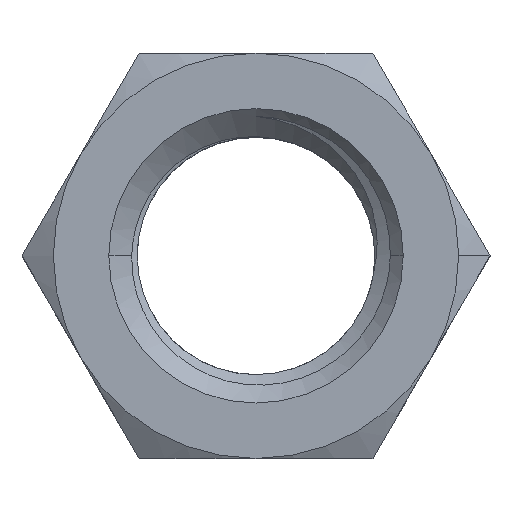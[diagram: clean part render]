
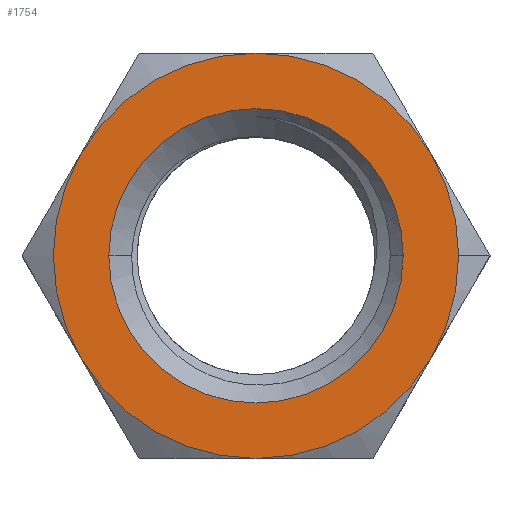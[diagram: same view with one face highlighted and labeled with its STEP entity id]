
A CAD part, top view. The second image highlights one B-rep face of the part: STEP entity #1754.
In plain terms, the highlighted planar face has unit normal (0, 0, 1).
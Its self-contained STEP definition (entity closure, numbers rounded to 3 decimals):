
#19 = PLANE ( 'NONE',  #1687 ) ;
#61 = VERTEX_POINT ( 'NONE', #2341 ) ;
#77 = CIRCLE ( 'NONE', #2422, 16. ) ;
#88 = EDGE_LOOP ( 'NONE', ( #1290, #1294 ) ) ;
#111 = VERTEX_POINT ( 'NONE', #417 ) ;
#174 = ORIENTED_EDGE ( 'NONE', *, *, #523, .T. ) ;
#233 = CIRCLE ( 'NONE', #1756, 16. ) ;
#260 = AXIS2_PLACEMENT_3D ( 'NONE', #2337, #2523, #944 ) ;
#265 = EDGE_CURVE ( 'NONE', #61, #1405, #1493, .T. ) ;
#279 = CARTESIAN_POINT ( 'NONE',  ( -11.625, 0., 18. ) ) ;
#366 = AXIS2_PLACEMENT_3D ( 'NONE', #1844, #1223, #1430 ) ;
#372 = EDGE_CURVE ( 'NONE', #2320, #743, #1469, .T. ) ;
#383 = CARTESIAN_POINT ( 'NONE',  ( -13.856, 8., 18. ) ) ;
#388 = VERTEX_POINT ( 'NONE', #769 ) ;
#417 = CARTESIAN_POINT ( 'NONE',  ( 16., 0., 18. ) ) ;
#467 = DIRECTION ( 'NONE',  ( 0., 0., 1. ) ) ;
#495 = AXIS2_PLACEMENT_3D ( 'NONE', #1940, #740, #1360 ) ;
#498 = ORIENTED_EDGE ( 'NONE', *, *, #265, .T. ) ;
#523 = EDGE_CURVE ( 'NONE', #388, #61, #77, .T. ) ;
#596 = DIRECTION ( 'NONE',  ( 1., 0., 0. ) ) ;
#616 = DIRECTION ( 'NONE',  ( 0., 0., 1. ) ) ;
#706 = CARTESIAN_POINT ( 'NONE',  ( 0., 0., 18. ) ) ;
#717 = VERTEX_POINT ( 'NONE', #279 ) ;
#731 = EDGE_CURVE ( 'NONE', #717, #2254, #1210, .T. ) ;
#733 = ORIENTED_EDGE ( 'NONE', *, *, #1554, .T. ) ;
#736 = ORIENTED_EDGE ( 'NONE', *, *, #372, .T. ) ;
#740 = DIRECTION ( 'NONE',  ( 0., 0., 1. ) ) ;
#743 = VERTEX_POINT ( 'NONE', #1719 ) ;
#768 = EDGE_LOOP ( 'NONE', ( #2570, #733, #174, #498, #1094, #736, #1332 ) ) ;
#769 = CARTESIAN_POINT ( 'NONE',  ( 13.856, 8., 18. ) ) ;
#871 = FACE_BOUND ( 'NONE', #88, .T. ) ;
#899 = CIRCLE ( 'NONE', #2507, 11.625 ) ;
#944 = DIRECTION ( 'NONE',  ( 1., 0., 0. ) ) ;
#957 = DIRECTION ( 'NONE',  ( 0., 0., 1. ) ) ;
#994 = CARTESIAN_POINT ( 'NONE',  ( 0., 0., 18. ) ) ;
#1004 = EDGE_CURVE ( 'NONE', #1405, #2320, #2594, .T. ) ;
#1009 = DIRECTION ( 'NONE',  ( 0., 0., 1. ) ) ;
#1074 = AXIS2_PLACEMENT_3D ( 'NONE', #1409, #616, #1579 ) ;
#1094 = ORIENTED_EDGE ( 'NONE', *, *, #1004, .T. ) ;
#1210 = CIRCLE ( 'NONE', #260, 11.625 ) ;
#1223 = DIRECTION ( 'NONE',  ( 0., 0., 1. ) ) ;
#1290 = ORIENTED_EDGE ( 'NONE', *, *, #1660, .T. ) ;
#1294 = ORIENTED_EDGE ( 'NONE', *, *, #731, .T. ) ;
#1329 = DIRECTION ( 'NONE',  ( 0., 0., 1. ) ) ;
#1332 = ORIENTED_EDGE ( 'NONE', *, *, #2198, .T. ) ;
#1360 = DIRECTION ( 'NONE',  ( 1., 0., 0. ) ) ;
#1369 = CARTESIAN_POINT ( 'NONE',  ( 0., 0., 18. ) ) ;
#1382 = CARTESIAN_POINT ( 'NONE',  ( -13.856, -8., 18. ) ) ;
#1385 = DIRECTION ( 'NONE',  ( 1., 0., 0. ) ) ;
#1392 = DIRECTION ( 'NONE',  ( 1., 0., 0. ) ) ;
#1405 = VERTEX_POINT ( 'NONE', #383 ) ;
#1409 = CARTESIAN_POINT ( 'NONE',  ( 0., 0., 18. ) ) ;
#1430 = DIRECTION ( 'NONE',  ( 1., 0., 0. ) ) ;
#1437 = CIRCLE ( 'NONE', #1907, 16. ) ;
#1454 = CARTESIAN_POINT ( 'NONE',  ( 13.856, -8., 18. ) ) ;
#1460 = AXIS2_PLACEMENT_3D ( 'NONE', #706, #1329, #2338 ) ;
#1469 = CIRCLE ( 'NONE', #1074, 16. ) ;
#1493 = CIRCLE ( 'NONE', #495, 16. ) ;
#1548 = FACE_OUTER_BOUND ( 'NONE', #768, .T. ) ;
#1554 = EDGE_CURVE ( 'NONE', #111, #388, #1886, .T. ) ;
#1579 = DIRECTION ( 'NONE',  ( 1., 0., 0. ) ) ;
#1660 = EDGE_CURVE ( 'NONE', #2254, #717, #899, .T. ) ;
#1687 = AXIS2_PLACEMENT_3D ( 'NONE', #2601, #2406, #1385 ) ;
#1719 = CARTESIAN_POINT ( 'NONE',  ( 0., -16., 18. ) ) ;
#1754 = ADVANCED_FACE ( 'NONE', ( #871, #1548 ), #19, .T. ) ;
#1756 = AXIS2_PLACEMENT_3D ( 'NONE', #994, #957, #1392 ) ;
#1828 = DIRECTION ( 'NONE',  ( 1., 0., 0. ) ) ;
#1844 = CARTESIAN_POINT ( 'NONE',  ( 0., 0., 18. ) ) ;
#1886 = CIRCLE ( 'NONE', #1460, 16. ) ;
#1907 = AXIS2_PLACEMENT_3D ( 'NONE', #2051, #1009, #596 ) ;
#1940 = CARTESIAN_POINT ( 'NONE',  ( 0., 0., 18. ) ) ;
#2051 = CARTESIAN_POINT ( 'NONE',  ( 0., 0., 18. ) ) ;
#2198 = EDGE_CURVE ( 'NONE', #743, #2575, #233, .T. ) ;
#2254 = VERTEX_POINT ( 'NONE', #2393 ) ;
#2320 = VERTEX_POINT ( 'NONE', #1382 ) ;
#2337 = CARTESIAN_POINT ( 'NONE',  ( 0., 0., 18. ) ) ;
#2338 = DIRECTION ( 'NONE',  ( 1., 0., 0. ) ) ;
#2339 = EDGE_CURVE ( 'NONE', #2575, #111, #1437, .T. ) ;
#2341 = CARTESIAN_POINT ( 'NONE',  ( 0., 16., 18. ) ) ;
#2377 = DIRECTION ( 'NONE',  ( 1., 0., 0. ) ) ;
#2393 = CARTESIAN_POINT ( 'NONE',  ( 11.625, 0., 18. ) ) ;
#2406 = DIRECTION ( 'NONE',  ( 0., 0., 1. ) ) ;
#2422 = AXIS2_PLACEMENT_3D ( 'NONE', #2468, #467, #1828 ) ;
#2468 = CARTESIAN_POINT ( 'NONE',  ( 0., 0., 18. ) ) ;
#2507 = AXIS2_PLACEMENT_3D ( 'NONE', #1369, #2590, #2377 ) ;
#2523 = DIRECTION ( 'NONE',  ( 0., 0., -1. ) ) ;
#2570 = ORIENTED_EDGE ( 'NONE', *, *, #2339, .T. ) ;
#2575 = VERTEX_POINT ( 'NONE', #1454 ) ;
#2590 = DIRECTION ( 'NONE',  ( 0., 0., -1. ) ) ;
#2594 = CIRCLE ( 'NONE', #366, 16. ) ;
#2601 = CARTESIAN_POINT ( 'NONE',  ( 0., 0., 18. ) ) ;
